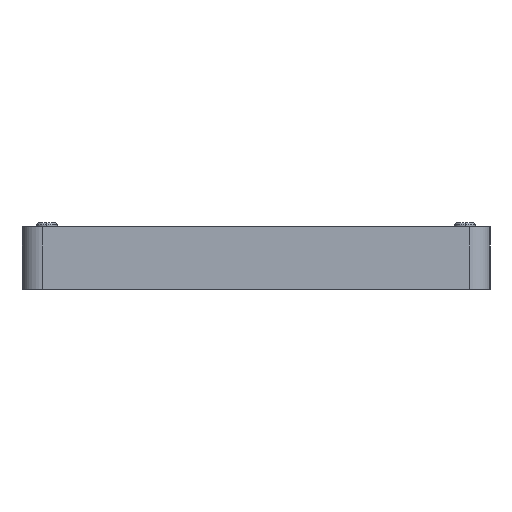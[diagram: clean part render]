
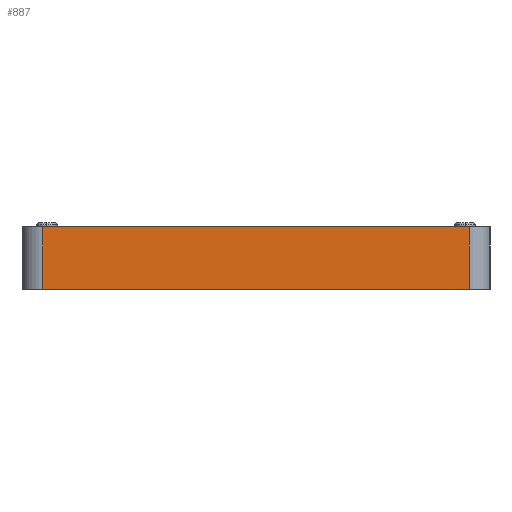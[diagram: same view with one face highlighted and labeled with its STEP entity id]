
A CAD part, left-side view. The second image highlights one B-rep face of the part: STEP entity #887.
In plain terms, the highlighted planar face has unit normal (-1, 0, 0).
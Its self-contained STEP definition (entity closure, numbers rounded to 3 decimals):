
#202=CARTESIAN_POINT('Vertex',(-415.,102.5,30.)) ;
#205=CARTESIAN_POINT('Line Origine',(-415.,0.,30.)) ;
#209=CARTESIAN_POINT('Vertex',(-415.,-102.5,30.)) ;
#845=CARTESIAN_POINT('Line Origine',(-415.,-102.5,15.)) ;
#849=CARTESIAN_POINT('Vertex',(-415.,-102.5,0.)) ;
#864=CARTESIAN_POINT('Axis2P3D Location',(-415.,112.5,0.)) ;
#869=CARTESIAN_POINT('Line Origine',(-415.,102.5,15.)) ;
#873=CARTESIAN_POINT('Vertex',(-415.,102.5,0.)) ;
#876=CARTESIAN_POINT('Line Origine',(-415.,0.,0.)) ;
#206=DIRECTION('Vector Direction',(0.,-1.,0.)) ;
#846=DIRECTION('Vector Direction',(0.,0.,1.)) ;
#865=DIRECTION('Axis2P3D Direction',(-1.,0.,0.)) ;
#866=DIRECTION('Axis2P3D XDirection',(0.,-1.,0.)) ;
#870=DIRECTION('Vector Direction',(0.,0.,1.)) ;
#877=DIRECTION('Vector Direction',(0.,-1.,0.)) ;
#867=AXIS2_PLACEMENT_3D('Plane Axis2P3D',#864,#865,#866) ;
#882=ORIENTED_EDGE('',*,*,#211,.T.) ;
#883=ORIENTED_EDGE('',*,*,#875,.F.) ;
#884=ORIENTED_EDGE('',*,*,#880,.F.) ;
#885=ORIENTED_EDGE('',*,*,#851,.T.) ;
#207=VECTOR('Line Direction',#206,1.) ;
#847=VECTOR('Line Direction',#846,1.) ;
#871=VECTOR('Line Direction',#870,1.) ;
#878=VECTOR('Line Direction',#877,1.) ;
#887=ADVANCED_FACE('PartBody',(#886),#868,.T.) ;
#211=EDGE_CURVE('',#210,#203,#208,.F.) ;
#851=EDGE_CURVE('',#850,#210,#848,.T.) ;
#875=EDGE_CURVE('',#874,#203,#872,.T.) ;
#880=EDGE_CURVE('',#850,#874,#879,.F.) ;
#881=EDGE_LOOP('',(#882,#883,#884,#885)) ;
#886=FACE_OUTER_BOUND('',#881,.T.) ;
#208=LINE('Line',#205,#207) ;
#848=LINE('Line',#845,#847) ;
#872=LINE('Line',#869,#871) ;
#879=LINE('Line',#876,#878) ;
#868=PLANE('',#867) ;
#203=VERTEX_POINT('',#202) ;
#210=VERTEX_POINT('',#209) ;
#850=VERTEX_POINT('',#849) ;
#874=VERTEX_POINT('',#873) ;
